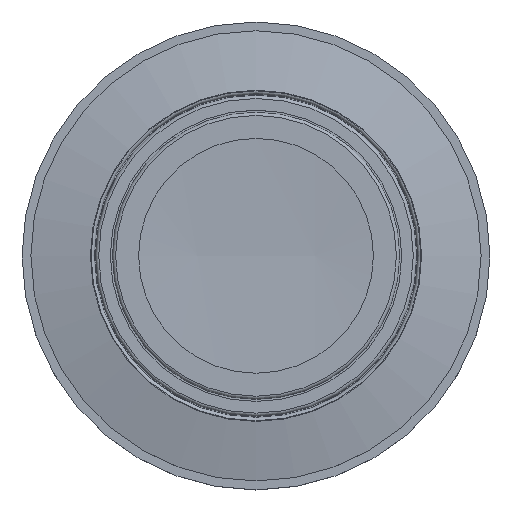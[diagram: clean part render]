
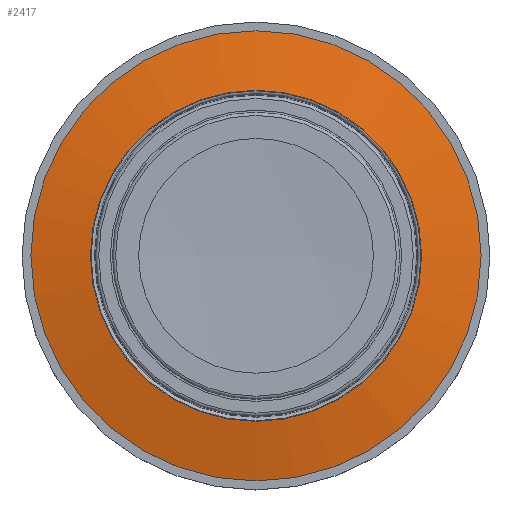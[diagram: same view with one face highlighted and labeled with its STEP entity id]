
A CAD part, top view. The second image highlights one B-rep face of the part: STEP entity #2417.
In plain terms, the highlighted conical face has half-angle 78.5 degrees and reference radius 12.107 mm.
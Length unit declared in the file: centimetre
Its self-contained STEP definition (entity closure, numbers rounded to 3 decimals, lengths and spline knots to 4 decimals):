
#14=CONICAL_SURFACE($,#2625,1.2107,78.5);
#136=CIRCLE($,#2624,1.0264);
#137=CIRCLE($,#2626,1.395);
#230=FACE_BOUND($,#512,.T.);
#340=FACE_OUTER_BOUND($,#511,.T.);
#511=EDGE_LOOP($,(#1864));
#512=EDGE_LOOP($,(#1865));
#1148=VERTEX_POINT($,#4090);
#1149=VERTEX_POINT($,#4093);
#1420=EDGE_CURVE($,#1148,#1148,#136,.T.);
#1421=EDGE_CURVE($,#1149,#1149,#137,.T.);
#1864=ORIENTED_EDGE($,*,*,#1420,.F.);
#1865=ORIENTED_EDGE($,*,*,#1421,.T.);
#2417=ADVANCED_FACE($,(#340,#230),#14,.T.);
#2624=AXIS2_PLACEMENT_3D($,#4091,#3098,#3099);
#2625=AXIS2_PLACEMENT_3D($,#4092,#3100,#3101);
#2626=AXIS2_PLACEMENT_3D($,#4094,#3102,#3103);
#3098=DIRECTION('center_axis',(0.,0.,
1.));
#3099=DIRECTION('ref_axis',(-1.,0.,0.));
#3100=DIRECTION('center_axis',(0.,0.,
-1.));
#3101=DIRECTION('ref_axis',(-1.,0.,0.));
#3102=DIRECTION('center_axis',(0.,0.,
1.));
#3103=DIRECTION('ref_axis',(-1.,0.,0.));
#4090=CARTESIAN_POINT('',(-0.3801,0.,1.9175));
#4091=CARTESIAN_POINT('Origin',(0.6463,0.,
1.9175));
#4092=CARTESIAN_POINT('Origin',(0.6463,0.,
1.88));
#4093=CARTESIAN_POINT('',(-0.7487,0.,1.8425));
#4094=CARTESIAN_POINT('Origin',(0.6463,0.,
1.8425));
